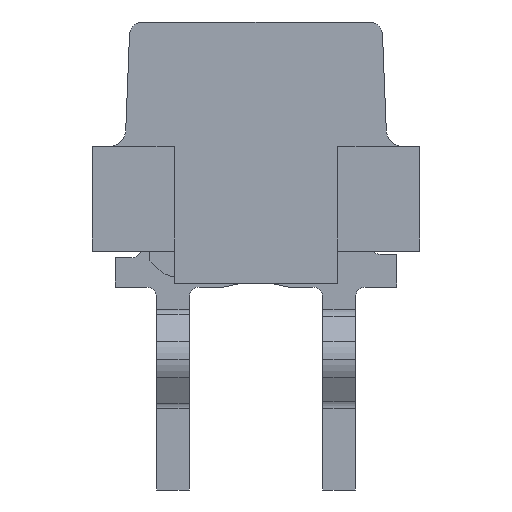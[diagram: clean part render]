
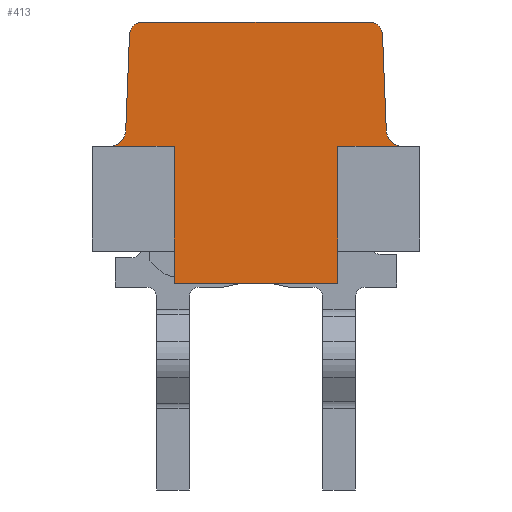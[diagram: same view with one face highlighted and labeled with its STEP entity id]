
A CAD part, left-side view. The second image highlights one B-rep face of the part: STEP entity #413.
In plain terms, the highlighted planar face has unit normal (-1, 0, 0).
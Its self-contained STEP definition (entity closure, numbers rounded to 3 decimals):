
#413=ADVANCED_FACE('',(#1746),#1747,.T.);
#1746=FACE_OUTER_BOUND('',#3686,.T.);
#1747=PLANE('',#3687);
#3686=EDGE_LOOP('',(#8289,#8290,#8291,#8292,#8293,#8294,#8295,#8296,#8297,#8298,#8299,#8300,#8301,#8302));
#3687=AXIS2_PLACEMENT_3D('',#8303,#8304,#8305);
#8289=ORIENTED_EDGE('',*,*,#14651,.T.);
#8290=ORIENTED_EDGE('',*,*,#14652,.T.);
#8291=ORIENTED_EDGE('',*,*,#14653,.F.);
#8292=ORIENTED_EDGE('',*,*,#14654,.T.);
#8293=ORIENTED_EDGE('',*,*,#14337,.T.);
#8294=ORIENTED_EDGE('',*,*,#14384,.T.);
#8295=ORIENTED_EDGE('',*,*,#14630,.F.);
#8296=ORIENTED_EDGE('',*,*,#14655,.F.);
#8297=ORIENTED_EDGE('',*,*,#14656,.F.);
#8298=ORIENTED_EDGE('',*,*,#14657,.T.);
#8299=ORIENTED_EDGE('',*,*,#14658,.T.);
#8300=ORIENTED_EDGE('',*,*,#14659,.T.);
#8301=ORIENTED_EDGE('',*,*,#13444,.T.);
#8302=ORIENTED_EDGE('',*,*,#14660,.T.);
#8303=CARTESIAN_POINT('',(-6.575,0.0,-4.0));
#8304=DIRECTION('',(-1.0,0.0,0.0));
#8305=DIRECTION('',(0.0,0.0,1.0));
#13444=EDGE_CURVE('',#16426,#16427,#16428,.T.);
#14337=EDGE_CURVE('',#17329,#18008,#18011,.T.);
#14384=EDGE_CURVE('',#18008,#18090,#18092,.T.);
#14630=EDGE_CURVE('',#17395,#18090,#18501,.T.);
#14651=EDGE_CURVE('',#18522,#18523,#18524,.T.);
#14652=EDGE_CURVE('',#18523,#18525,#18526,.T.);
#14653=EDGE_CURVE('',#18527,#18525,#18528,.T.);
#14654=EDGE_CURVE('',#18527,#17329,#18529,.T.);
#14655=EDGE_CURVE('',#18530,#17395,#18531,.T.);
#14656=EDGE_CURVE('',#18532,#18530,#18533,.T.);
#14657=EDGE_CURVE('',#18532,#18534,#18535,.T.);
#14658=EDGE_CURVE('',#18534,#18536,#18537,.T.);
#14659=EDGE_CURVE('',#18536,#16426,#18538,.T.);
#14660=EDGE_CURVE('',#16427,#18522,#18539,.T.);
#16426=VERTEX_POINT('',#21122);
#16427=VERTEX_POINT('',#21123);
#16428=LINE('',#21124,#21125);
#17329=VERTEX_POINT('',#22490);
#17395=VERTEX_POINT('',#22589);
#18008=VERTEX_POINT('',#23532);
#18011=LINE('',#23536,#23537);
#18090=VERTEX_POINT('',#23661);
#18092=LINE('',#23664,#23665);
#18501=LINE('',#24291,#24292);
#18522=VERTEX_POINT('',#24333);
#18523=VERTEX_POINT('',#24334);
#18524=LINE('',#24335,#24336);
#18525=VERTEX_POINT('',#24337);
#18526=CIRCLE('',#24338,0.25);
#18527=VERTEX_POINT('',#24339);
#18528=LINE('',#24340,#24341);
#18529=LINE('',#24342,#24343);
#18530=VERTEX_POINT('',#24344);
#18531=LINE('',#24345,#24346);
#18532=VERTEX_POINT('',#24347);
#18533=LINE('',#24348,#24349);
#18534=VERTEX_POINT('',#24350);
#18535=CIRCLE('',#24351,0.25);
#18536=VERTEX_POINT('',#24352);
#18537=LINE('',#24353,#24354);
#18538=CIRCLE('',#24355,0.2);
#18539=CIRCLE('',#24356,0.2);
#21122=CARTESIAN_POINT('',(-6.575,-1.733,0.0));
#21123=CARTESIAN_POINT('',(-6.575,1.733,0.0));
#21124=CARTESIAN_POINT('',(-6.575,-1.733,0.0));
#21125=VECTOR('',#27652,3.465);
#22490=CARTESIAN_POINT('',(-6.575,1.25,-3.5));
#22589=CARTESIAN_POINT('',(-6.575,-1.25,-3.5));
#23532=CARTESIAN_POINT('',(-6.575,1.25,-4.0));
#23536=CARTESIAN_POINT('',(-6.575,1.25,-3.5));
#23537=VECTOR('',#28673,0.5);
#23661=CARTESIAN_POINT('',(-6.575,-1.25,-4.0));
#23664=CARTESIAN_POINT('',(-6.575,1.25,-4.0));
#23665=VECTOR('',#28720,2.5);
#24291=CARTESIAN_POINT('',(-6.575,-1.25,-3.5));
#24292=VECTOR('',#29022,0.5);
#24333=CARTESIAN_POINT('',(-6.575,1.933,-0.192));
#24334=CARTESIAN_POINT('',(-6.575,1.991,-1.66));
#24335=CARTESIAN_POINT('',(-6.575,1.933,-0.192));
#24336=VECTOR('',#29043,1.469);
#24337=CARTESIAN_POINT('',(-6.575,2.24,-1.9));
#24338=AXIS2_PLACEMENT_3D('',#29044,#29045,#29046);
#24339=CARTESIAN_POINT('',(-6.575,1.25,-1.9));
#24340=CARTESIAN_POINT('',(-6.575,1.25,-1.9));
#24341=VECTOR('',#29047,0.99);
#24342=CARTESIAN_POINT('',(-6.575,1.25,-1.9));
#24343=VECTOR('',#29048,1.6);
#24344=CARTESIAN_POINT('',(-6.575,-1.25,-1.9));
#24345=CARTESIAN_POINT('',(-6.575,-1.25,-1.9));
#24346=VECTOR('',#29049,1.6);
#24347=CARTESIAN_POINT('',(-6.575,-2.24,-1.9));
#24348=CARTESIAN_POINT('',(-6.575,-2.24,-1.9));
#24349=VECTOR('',#29050,0.99);
#24350=CARTESIAN_POINT('',(-6.575,-1.991,-1.66));
#24351=AXIS2_PLACEMENT_3D('',#29051,#29052,#29053);
#24352=CARTESIAN_POINT('',(-6.575,-1.933,-0.192));
#24353=CARTESIAN_POINT('',(-6.575,-1.991,-1.66));
#24354=VECTOR('',#29054,1.469);
#24355=AXIS2_PLACEMENT_3D('',#29055,#29056,#29057);
#24356=AXIS2_PLACEMENT_3D('',#29058,#29059,#29060);
#27652=DIRECTION('',(0.0,1.0,0.0));
#28673=DIRECTION('',(0.0,0.0,-1.0));
#28720=DIRECTION('',(0.0,-1.0,0.0));
#29022=DIRECTION('',(0.0,0.0,-1.0));
#29043=DIRECTION('',(0.0,0.039,-0.999));
#29044=CARTESIAN_POINT('',(-6.575,2.24,-1.65));
#29045=DIRECTION('',(1.0,0.0,0.0));
#29046=DIRECTION('',(0.0,-0.999,-0.039));
#29047=DIRECTION('',(0.0,1.0,0.0));
#29048=DIRECTION('',(0.0,0.0,-1.0));
#29049=DIRECTION('',(0.0,0.0,-1.0));
#29050=DIRECTION('',(0.0,1.0,0.0));
#29051=CARTESIAN_POINT('',(-6.575,-2.24,-1.65));
#29052=DIRECTION('',(1.0,0.0,0.0));
#29053=DIRECTION('',(0.0,0.0,-1.0));
#29054=DIRECTION('',(0.0,0.039,0.999));
#29055=CARTESIAN_POINT('',(-6.575,-1.733,-0.2));
#29056=DIRECTION('',(-1.0,0.0,0.0));
#29057=DIRECTION('',(0.0,-0.999,0.039));
#29058=CARTESIAN_POINT('',(-6.575,1.733,-0.2));
#29059=DIRECTION('',(-1.0,0.0,0.0));
#29060=DIRECTION('',(0.0,0.0,1.0));
